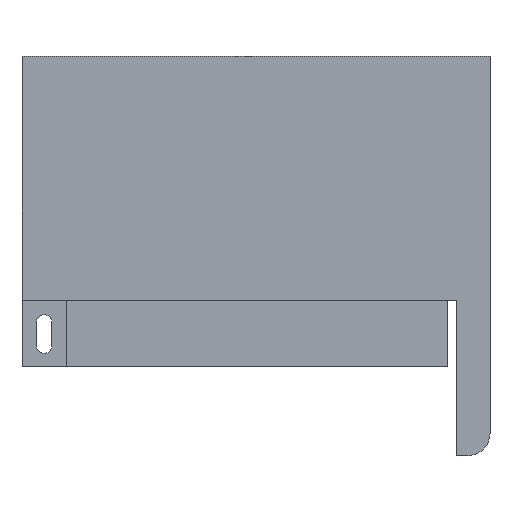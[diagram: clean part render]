
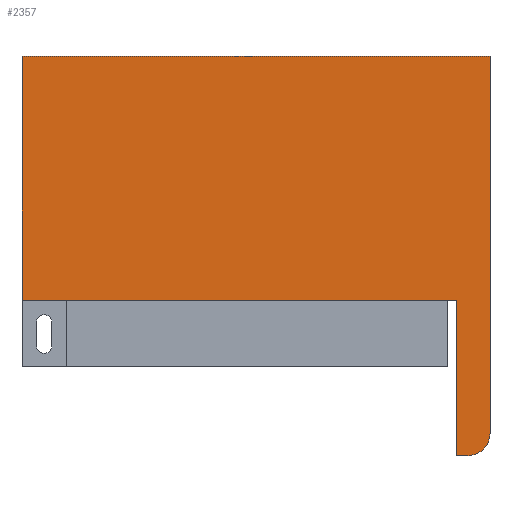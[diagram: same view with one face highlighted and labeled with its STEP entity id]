
A CAD part, front view. The second image highlights one B-rep face of the part: STEP entity #2357.
In plain terms, the highlighted planar face has unit normal (0, -1, 0).
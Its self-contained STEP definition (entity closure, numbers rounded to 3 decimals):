
#144=PLANE('',#2509);
#256=FACE_OUTER_BOUND('',#377,.T.);
#377=EDGE_LOOP('',(#2068,#2069,#2070,#2071,#2072,#2073,#2074));
#424=LINE('',#3131,#725);
#701=LINE('',#3731,#1002);
#704=LINE('',#3736,#1005);
#705=LINE('',#3738,#1006);
#706=LINE('',#3739,#1007);
#707=LINE('',#3740,#1008);
#725=VECTOR('',#2544,10.);
#1002=VECTOR('',#3069,10.);
#1005=VECTOR('',#3074,10.);
#1006=VECTOR('',#3075,10.);
#1007=VECTOR('',#3076,10.);
#1008=VECTOR('',#3077,10.);
#1014=CIRCLE('',#2379,5.);
#1040=VERTEX_POINT('',#3097);
#1041=VERTEX_POINT('',#3098);
#1055=VERTEX_POINT('',#3130);
#1252=VERTEX_POINT('',#3727);
#1254=VERTEX_POINT('',#3730);
#1255=VERTEX_POINT('',#3735);
#1256=VERTEX_POINT('',#3737);
#1258=EDGE_CURVE('',#1040,#1041,#1014,.T.);
#1274=EDGE_CURVE('',#1041,#1055,#424,.T.);
#1573=EDGE_CURVE('',#1254,#1252,#701,.T.);
#1576=EDGE_CURVE('',#1040,#1255,#704,.T.);
#1577=EDGE_CURVE('',#1256,#1255,#705,.T.);
#1578=EDGE_CURVE('',#1254,#1256,#706,.T.);
#1579=EDGE_CURVE('',#1252,#1055,#707,.T.);
#2068=ORIENTED_EDGE('',*,*,#1258,.F.);
#2069=ORIENTED_EDGE('',*,*,#1576,.T.);
#2070=ORIENTED_EDGE('',*,*,#1577,.F.);
#2071=ORIENTED_EDGE('',*,*,#1578,.F.);
#2072=ORIENTED_EDGE('',*,*,#1573,.T.);
#2073=ORIENTED_EDGE('',*,*,#1579,.T.);
#2074=ORIENTED_EDGE('',*,*,#1274,.F.);
#2357=ADVANCED_FACE('',(#256),#144,.T.);
#2379=AXIS2_PLACEMENT_3D('',#3099,#2520,#2521);
#2509=AXIS2_PLACEMENT_3D('',#3734,#3072,#3073);
#2520=DIRECTION('center_axis',(0.,1.,0.));
#2521=DIRECTION('ref_axis',(0.707,0.,-0.707));
#2544=DIRECTION('',(-1.,0.,0.));
#3069=DIRECTION('',(1.,0.,0.));
#3072=DIRECTION('center_axis',(0.,-1.,0.));
#3073=DIRECTION('ref_axis',(1.,0.,0.));
#3074=DIRECTION('',(0.,0.,1.));
#3075=DIRECTION('',(1.,0.,0.));
#3076=DIRECTION('',(0.,0.,1.));
#3077=DIRECTION('',(0.,0.,-1.));
#3097=CARTESIAN_POINT('',(105.5,0.,-15.));
#3098=CARTESIAN_POINT('',(100.5,0.,-20.));
#3099=CARTESIAN_POINT('Origin',(100.5,0.,-15.));
#3130=CARTESIAN_POINT('',(98.,0.,-20.));
#3131=CARTESIAN_POINT('',(0.,0.,-20.));
#3727=CARTESIAN_POINT('',(98.,0.,15.));
#3730=CARTESIAN_POINT('',(0.,0.,15.));
#3731=CARTESIAN_POINT('',(24.5,0.,15.));
#3734=CARTESIAN_POINT('Origin',(0.,0.,0.));
#3735=CARTESIAN_POINT('',(105.5,0.,70.));
#3736=CARTESIAN_POINT('',(105.5,0.,0.));
#3737=CARTESIAN_POINT('',(0.,0.,70.));
#3738=CARTESIAN_POINT('',(0.,0.,70.));
#3739=CARTESIAN_POINT('',(0.,0.,0.));
#3740=CARTESIAN_POINT('',(98.,0.,0.));
